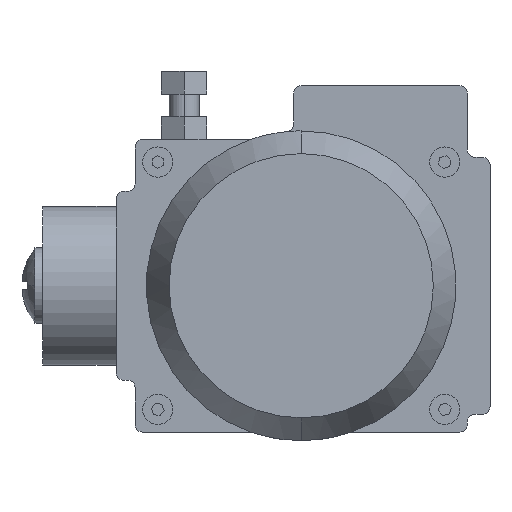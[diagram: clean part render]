
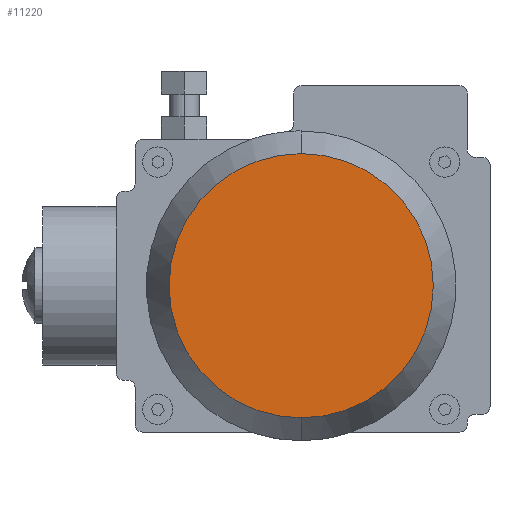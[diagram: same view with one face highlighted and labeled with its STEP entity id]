
A CAD part, left-side view. The second image highlights one B-rep face of the part: STEP entity #11220.
In plain terms, the highlighted planar face has unit normal (-1, 0, 0).
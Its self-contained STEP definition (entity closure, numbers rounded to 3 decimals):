
#1187 = DIRECTION ( 'NONE',  ( 1., 0., 0. ) ) ;
#1446 = DIRECTION ( 'NONE',  ( 0., 0., -1. ) ) ;
#1528 = CIRCLE ( 'NONE', #8477, 35. ) ;
#1887 = VERTEX_POINT ( 'NONE', #2926 ) ;
#2809 = VERTEX_POINT ( 'NONE', #13079 ) ;
#2926 = CARTESIAN_POINT ( 'NONE',  ( -103.5, 0., -35. ) ) ;
#4505 = EDGE_CURVE ( 'NONE', #1887, #2809, #1528, .T. ) ;
#5163 = AXIS2_PLACEMENT_3D ( 'NONE', #8911, #14405, #6568 ) ;
#6568 = DIRECTION ( 'NONE',  ( 0., 0., 1. ) ) ;
#7478 = ORIENTED_EDGE ( 'NONE', *, *, #4505, .F. ) ;
#7828 = CARTESIAN_POINT ( 'NONE',  ( -103.5, 0., 0. ) ) ;
#8477 = AXIS2_PLACEMENT_3D ( 'NONE', #13798, #1187, #11047 ) ;
#8515 = AXIS2_PLACEMENT_3D ( 'NONE', #7828, #10449, #1446 ) ;
#8911 = CARTESIAN_POINT ( 'NONE',  ( -103.5, 35., 0. ) ) ;
#9491 = EDGE_CURVE ( 'NONE', #2809, #1887, #11231, .T. ) ;
#10087 = ORIENTED_EDGE ( 'NONE', *, *, #9491, .F. ) ;
#10273 = EDGE_LOOP ( 'NONE', ( #7478, #10087 ) ) ;
#10449 = DIRECTION ( 'NONE',  ( 1., 0., 0. ) ) ;
#11047 = DIRECTION ( 'NONE',  ( 0., 0., -1. ) ) ;
#11220 = ADVANCED_FACE ( 'NONE', ( #14240 ), #11550, .T. ) ;
#11231 = CIRCLE ( 'NONE', #8515, 35. ) ;
#11550 = PLANE ( 'NONE',  #5163 ) ;
#13079 = CARTESIAN_POINT ( 'NONE',  ( -103.5, 0., 35. ) ) ;
#13798 = CARTESIAN_POINT ( 'NONE',  ( -103.5, 0., 0. ) ) ;
#14240 = FACE_OUTER_BOUND ( 'NONE', #10273, .T. ) ;
#14405 = DIRECTION ( 'NONE',  ( -1., 0., 0. ) ) ;
